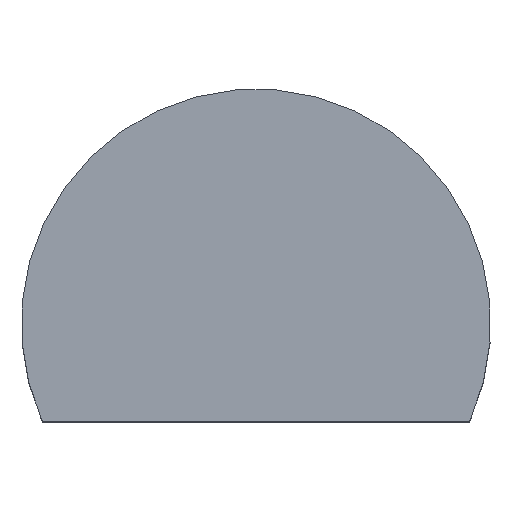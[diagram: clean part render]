
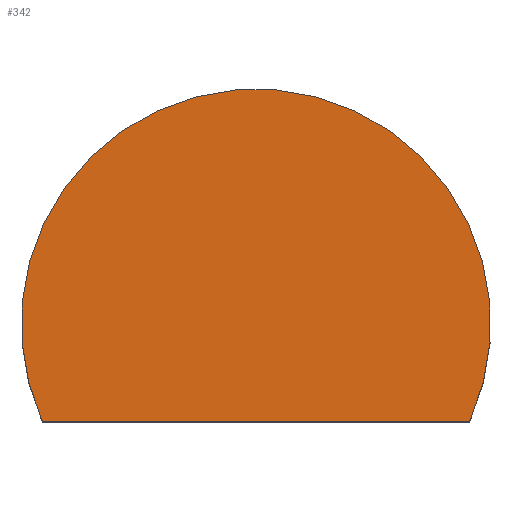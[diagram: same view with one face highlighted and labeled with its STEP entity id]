
A CAD part, top view. The second image highlights one B-rep face of the part: STEP entity #342.
In plain terms, the highlighted planar face has unit normal (0, 0, 1).
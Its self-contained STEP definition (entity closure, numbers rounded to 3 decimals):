
#261=CARTESIAN_POINT('',(3.639,-1.08,5.334));
#260=VERTEX_POINT('',#261);
#271=CARTESIAN_POINT('',(-1.099,-1.08,5.334));
#270=VERTEX_POINT('',#271);
#269=EDGE_CURVE('',#270,#260,#274,.T.);
#274=LINE('',#271,#276);
#276=VECTOR('',#277,4.738);
#277=DIRECTION('',(1.0,0.0,0.0));
#298=EDGE_CURVE($,#260,#270,#303,.T.);
#303=CIRCLE($,#304,2.604);
#305=CARTESIAN_POINT('',(1.27,0.0,5.334));
#304=AXIS2_PLACEMENT_3D($,#305,#306,#307);
#306=DIRECTION('',(0.0,0.0,1.0));
#307=DIRECTION('',(-1.0,0.0,0.0));
#342=ADVANCED_FACE($,(#348),#343,.T.);
#343=PLANE($,#344);
#344=AXIS2_PLACEMENT_3D($,#345,#346,#347);
#345=CARTESIAN_POINT('',(1.27,0.0,5.334));
#346=DIRECTION('',(0.,0.,1.));
#347=DIRECTION('',(1.,0.,0.));
#348=FACE_OUTER_BOUND($,#349,.T.);
#349=EDGE_LOOP($,(#350, #361));
#350=ORIENTED_EDGE('',*,*,#269,.T.);
#361=ORIENTED_EDGE('',*,*,#298,.T.);
